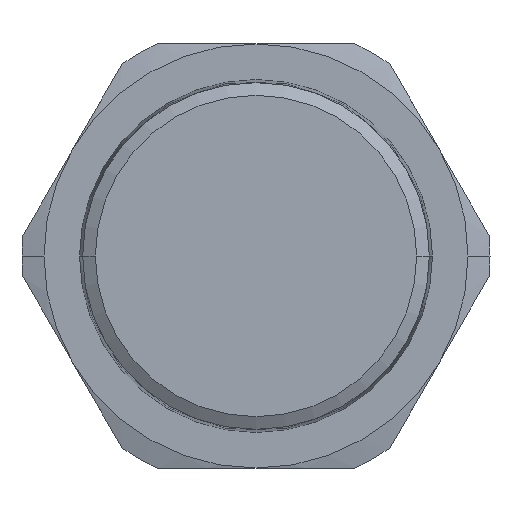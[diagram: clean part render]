
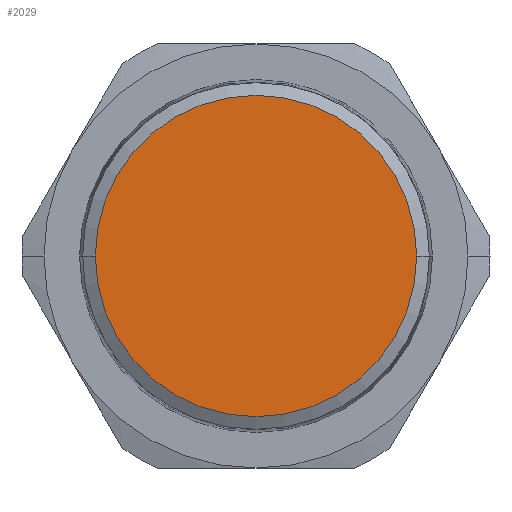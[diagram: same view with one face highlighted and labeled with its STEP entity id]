
A CAD part, front view. The second image highlights one B-rep face of the part: STEP entity #2029.
In plain terms, the highlighted planar face has unit normal (0, -1, 0).
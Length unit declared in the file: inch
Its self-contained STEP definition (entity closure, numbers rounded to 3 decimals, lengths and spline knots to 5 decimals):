
#69 = EDGE_CURVE ( 'NONE', #2309, #1446, #2207, .T. ) ;
#216 = CIRCLE ( 'NONE', #1292, 0.8651 ) ;
#234 = EDGE_CURVE ( 'NONE', #1446, #2309, #216, .T. ) ;
#613 = DIRECTION ( 'NONE',  ( 0., -1., 0. ) ) ;
#794 = CARTESIAN_POINT ( 'NONE',  ( 0., 0., 0. ) ) ;
#857 = CARTESIAN_POINT ( 'NONE',  ( 0., 0., 0. ) ) ;
#897 = AXIS2_PLACEMENT_3D ( 'NONE', #857, #2426, #1618 ) ;
#968 = AXIS2_PLACEMENT_3D ( 'NONE', #2298, #1483, #2076 ) ;
#1235 = CARTESIAN_POINT ( 'NONE',  ( -0.8651, 0., 0. ) ) ;
#1292 = AXIS2_PLACEMENT_3D ( 'NONE', #794, #613, #1986 ) ;
#1295 = PLANE ( 'NONE',  #968 ) ;
#1446 = VERTEX_POINT ( 'NONE', #1776 ) ;
#1483 = DIRECTION ( 'NONE',  ( 0., -1., 0. ) ) ;
#1618 = DIRECTION ( 'NONE',  ( 1., 0., 0. ) ) ;
#1707 = EDGE_LOOP ( 'NONE', ( #2110, #1853 ) ) ;
#1776 = CARTESIAN_POINT ( 'NONE',  ( 0.8651, 0., 0. ) ) ;
#1853 = ORIENTED_EDGE ( 'NONE', *, *, #69, .T. ) ;
#1986 = DIRECTION ( 'NONE',  ( 1., 0., 0. ) ) ;
#2029 = ADVANCED_FACE ( 'NONE', ( #2264 ), #1295, .T. ) ;
#2076 = DIRECTION ( 'NONE',  ( 0., 0., -1. ) ) ;
#2110 = ORIENTED_EDGE ( 'NONE', *, *, #234, .T. ) ;
#2207 = CIRCLE ( 'NONE', #897, 0.8651 ) ;
#2264 = FACE_OUTER_BOUND ( 'NONE', #1707, .T. ) ;
#2298 = CARTESIAN_POINT ( 'NONE',  ( 0.82797, 0., 0. ) ) ;
#2309 = VERTEX_POINT ( 'NONE', #1235 ) ;
#2426 = DIRECTION ( 'NONE',  ( 0., -1., 0. ) ) ;
